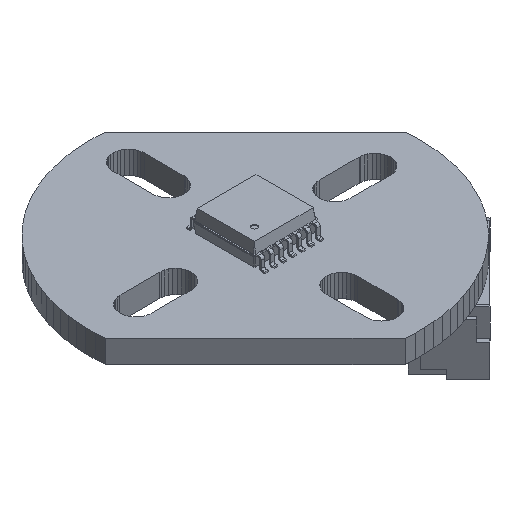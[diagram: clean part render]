
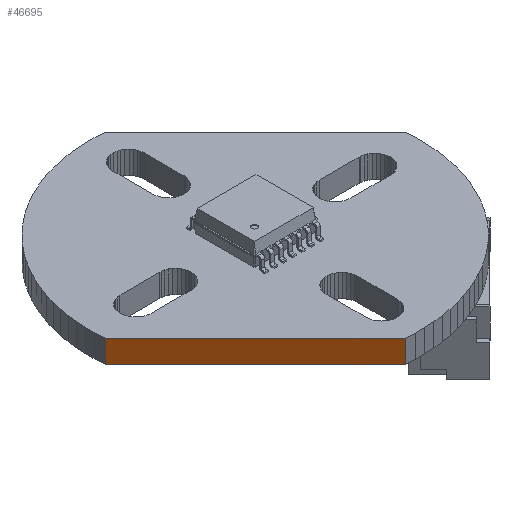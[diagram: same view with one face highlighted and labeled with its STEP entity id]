
A CAD part, isometric view. The second image highlights one B-rep face of the part: STEP entity #46695.
In plain terms, the highlighted planar face has unit normal (-0.707, -0.707, 0).
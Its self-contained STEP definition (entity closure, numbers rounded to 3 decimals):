
#34833 = PLANE('',#34834);
#34834 = AXIS2_PLACEMENT_3D('',#34835,#34836,#34837);
#34835 = CARTESIAN_POINT('',(149.999,-150.001,1.6));
#34836 = DIRECTION('',(-0.,-0.,-1.));
#34837 = DIRECTION('',(-1.,0.,0.));
#34887 = PLANE('',#34888);
#34888 = AXIS2_PLACEMENT_3D('',#34889,#34890,#34891);
#34889 = CARTESIAN_POINT('',(149.999,-150.001,0.));
#34890 = DIRECTION('',(-0.,-0.,-1.));
#34891 = DIRECTION('',(-1.,0.,0.));
#35836 = VERTEX_POINT('',#35837);
#35837 = CARTESIAN_POINT('',(148.996,-161.543,0.));
#35851 = PLANE('',#35852);
#35852 = AXIS2_PLACEMENT_3D('',#35853,#35854,#35855);
#35853 = CARTESIAN_POINT('',(149.669,-161.582,0.));
#35854 = DIRECTION('',(-0.058,-0.998,0.));
#35855 = DIRECTION('',(-0.998,0.058,0.));
#35863 = EDGE_CURVE('',#35836,#35864,#35866,.T.);
#35864 = VERTEX_POINT('',#35865);
#35865 = CARTESIAN_POINT('',(138.457,-151.004,0.));
#35866 = SURFACE_CURVE('',#35867,(#35871,#35878),.PCURVE_S1.);
#35867 = LINE('',#35868,#35869);
#35868 = CARTESIAN_POINT('',(148.996,-161.543,0.));
#35869 = VECTOR('',#35870,1.);
#35870 = DIRECTION('',(-0.707,0.707,0.));
#35871 = PCURVE('',#34887,#35872);
#35872 = DEFINITIONAL_REPRESENTATION('',(#35873),#35877);
#35873 = LINE('',#35874,#35875);
#35874 = CARTESIAN_POINT('',(1.003,-11.543));
#35875 = VECTOR('',#35876,1.);
#35876 = DIRECTION('',(0.707,0.707));
#35877 = ( GEOMETRIC_REPRESENTATION_CONTEXT(2) 
PARAMETRIC_REPRESENTATION_CONTEXT() REPRESENTATION_CONTEXT('2D SPACE',''
  ) );
#35878 = PCURVE('',#35879,#35884);
#35879 = PLANE('',#35880);
#35880 = AXIS2_PLACEMENT_3D('',#35881,#35882,#35883);
#35881 = CARTESIAN_POINT('',(148.996,-161.543,0.));
#35882 = DIRECTION('',(-0.707,-0.707,0.));
#35883 = DIRECTION('',(-0.707,0.707,0.));
#35884 = DEFINITIONAL_REPRESENTATION('',(#35885),#35889);
#35885 = LINE('',#35886,#35887);
#35886 = CARTESIAN_POINT('',(0.,0.));
#35887 = VECTOR('',#35888,1.);
#35888 = DIRECTION('',(1.,0.));
#35889 = ( GEOMETRIC_REPRESENTATION_CONTEXT(2) 
PARAMETRIC_REPRESENTATION_CONTEXT() REPRESENTATION_CONTEXT('2D SPACE',''
  ) );
#35907 = PLANE('',#35908);
#35908 = AXIS2_PLACEMENT_3D('',#35909,#35910,#35911);
#35909 = CARTESIAN_POINT('',(138.457,-151.004,0.));
#35910 = DIRECTION('',(-0.998,-0.058,0.));
#35911 = DIRECTION('',(-0.058,0.998,0.));
#41387 = VERTEX_POINT('',#41388);
#41388 = CARTESIAN_POINT('',(148.996,-161.543,1.6));
#41409 = EDGE_CURVE('',#41387,#41410,#41412,.T.);
#41410 = VERTEX_POINT('',#41411);
#41411 = CARTESIAN_POINT('',(138.457,-151.004,1.6));
#41412 = SURFACE_CURVE('',#41413,(#41417,#41424),.PCURVE_S1.);
#41413 = LINE('',#41414,#41415);
#41414 = CARTESIAN_POINT('',(148.996,-161.543,1.6));
#41415 = VECTOR('',#41416,1.);
#41416 = DIRECTION('',(-0.707,0.707,0.));
#41417 = PCURVE('',#34833,#41418);
#41418 = DEFINITIONAL_REPRESENTATION('',(#41419),#41423);
#41419 = LINE('',#41420,#41421);
#41420 = CARTESIAN_POINT('',(1.003,-11.543));
#41421 = VECTOR('',#41422,1.);
#41422 = DIRECTION('',(0.707,0.707));
#41423 = ( GEOMETRIC_REPRESENTATION_CONTEXT(2) 
PARAMETRIC_REPRESENTATION_CONTEXT() REPRESENTATION_CONTEXT('2D SPACE',''
  ) );
#41424 = PCURVE('',#35879,#41425);
#41425 = DEFINITIONAL_REPRESENTATION('',(#41426),#41430);
#41426 = LINE('',#41427,#41428);
#41427 = CARTESIAN_POINT('',(0.,-1.6));
#41428 = VECTOR('',#41429,1.);
#41429 = DIRECTION('',(1.,0.));
#41430 = ( GEOMETRIC_REPRESENTATION_CONTEXT(2) 
PARAMETRIC_REPRESENTATION_CONTEXT() REPRESENTATION_CONTEXT('2D SPACE',''
  ) );
#46645 = EDGE_CURVE('',#35864,#41410,#46646,.T.);
#46646 = SURFACE_CURVE('',#46647,(#46651,#46658),.PCURVE_S1.);
#46647 = LINE('',#46648,#46649);
#46648 = CARTESIAN_POINT('',(138.457,-151.004,0.));
#46649 = VECTOR('',#46650,1.);
#46650 = DIRECTION('',(0.,0.,1.));
#46651 = PCURVE('',#35907,#46652);
#46652 = DEFINITIONAL_REPRESENTATION('',(#46653),#46657);
#46653 = LINE('',#46654,#46655);
#46654 = CARTESIAN_POINT('',(0.,0.));
#46655 = VECTOR('',#46656,1.);
#46656 = DIRECTION('',(0.,-1.));
#46657 = ( GEOMETRIC_REPRESENTATION_CONTEXT(2) 
PARAMETRIC_REPRESENTATION_CONTEXT() REPRESENTATION_CONTEXT('2D SPACE',''
  ) );
#46658 = PCURVE('',#35879,#46659);
#46659 = DEFINITIONAL_REPRESENTATION('',(#46660),#46664);
#46660 = LINE('',#46661,#46662);
#46661 = CARTESIAN_POINT('',(14.905,0.));
#46662 = VECTOR('',#46663,1.);
#46663 = DIRECTION('',(0.,-1.));
#46664 = ( GEOMETRIC_REPRESENTATION_CONTEXT(2) 
PARAMETRIC_REPRESENTATION_CONTEXT() REPRESENTATION_CONTEXT('2D SPACE',''
  ) );
#46674 = EDGE_CURVE('',#35836,#41387,#46675,.T.);
#46675 = SURFACE_CURVE('',#46676,(#46680,#46687),.PCURVE_S1.);
#46676 = LINE('',#46677,#46678);
#46677 = CARTESIAN_POINT('',(148.996,-161.543,0.));
#46678 = VECTOR('',#46679,1.);
#46679 = DIRECTION('',(0.,0.,1.));
#46680 = PCURVE('',#35851,#46681);
#46681 = DEFINITIONAL_REPRESENTATION('',(#46682),#46686);
#46682 = LINE('',#46683,#46684);
#46683 = CARTESIAN_POINT('',(0.673,0.));
#46684 = VECTOR('',#46685,1.);
#46685 = DIRECTION('',(0.,-1.));
#46686 = ( GEOMETRIC_REPRESENTATION_CONTEXT(2) 
PARAMETRIC_REPRESENTATION_CONTEXT() REPRESENTATION_CONTEXT('2D SPACE',''
  ) );
#46687 = PCURVE('',#35879,#46688);
#46688 = DEFINITIONAL_REPRESENTATION('',(#46689),#46693);
#46689 = LINE('',#46690,#46691);
#46690 = CARTESIAN_POINT('',(0.,0.));
#46691 = VECTOR('',#46692,1.);
#46692 = DIRECTION('',(0.,-1.));
#46693 = ( GEOMETRIC_REPRESENTATION_CONTEXT(2) 
PARAMETRIC_REPRESENTATION_CONTEXT() REPRESENTATION_CONTEXT('2D SPACE',''
  ) );
#46695 = ADVANCED_FACE('',(#46696),#35879,.T.);
#46696 = FACE_BOUND('',#46697,.T.);
#46697 = EDGE_LOOP('',(#46698,#46699,#46700,#46701));
#46698 = ORIENTED_EDGE('',*,*,#46674,.T.);
#46699 = ORIENTED_EDGE('',*,*,#41409,.T.);
#46700 = ORIENTED_EDGE('',*,*,#46645,.F.);
#46701 = ORIENTED_EDGE('',*,*,#35863,.F.);
